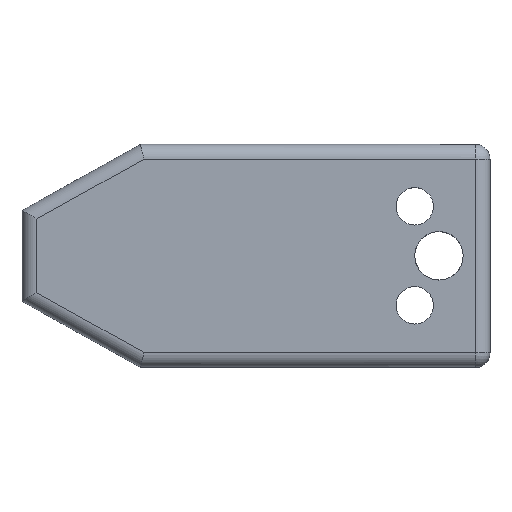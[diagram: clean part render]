
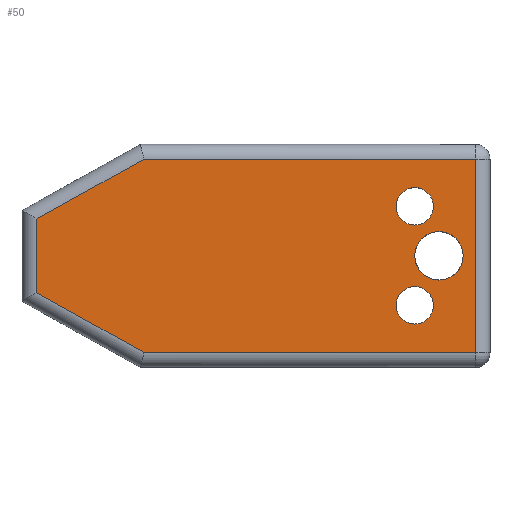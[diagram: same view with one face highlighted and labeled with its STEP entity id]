
A CAD part, top view. The second image highlights one B-rep face of the part: STEP entity #50.
In plain terms, the highlighted planar face has unit normal (0, 0, 1).
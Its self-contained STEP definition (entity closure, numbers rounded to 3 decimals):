
#25 = VECTOR ( 'NONE', #56, 1000. ) ;
#50 = ADVANCED_FACE ( 'NONE', ( #2151, #433, #3893, #4167 ), #2172, .F. ) ;
#56 = DIRECTION ( 'NONE',  ( 1., 0., 0. ) ) ;
#235 = EDGE_CURVE ( 'NONE', #4153, #4146, #3242, .T. ) ;
#248 = CIRCLE ( 'NONE', #2152, 2.55 ) ;
#250 = ORIENTED_EDGE ( 'NONE', *, *, #4183, .T. ) ;
#433 = FACE_BOUND ( 'NONE', #1683, .T. ) ;
#458 = EDGE_CURVE ( 'NONE', #3743, #3011, #3777, .T. ) ;
#461 = CARTESIAN_POINT ( 'NONE',  ( 40.69, 28.4, 0. ) ) ;
#463 = VERTEX_POINT ( 'NONE', #461 ) ;
#482 = ORIENTED_EDGE ( 'NONE', *, *, #2611, .T. ) ;
#484 = VECTOR ( 'NONE', #3654, 1000. ) ;
#514 = ORIENTED_EDGE ( 'NONE', *, *, #665, .T. ) ;
#517 = CARTESIAN_POINT ( 'NONE',  ( -4.48, 2., 0. ) ) ;
#594 = DIRECTION ( 'NONE',  ( -1., 0., 0. ) ) ;
#665 = EDGE_CURVE ( 'NONE', #2477, #2317, #3503, .T. ) ;
#678 = CARTESIAN_POINT ( 'NONE',  ( 29.88, 8.45, 0. ) ) ;
#686 = EDGE_CURVE ( 'NONE', #4146, #4153, #4367, .T. ) ;
#724 = CARTESIAN_POINT ( 'NONE',  ( 32.43, 21.95, 0. ) ) ;
#728 = DIRECTION ( 'NONE',  ( -1., 0., 0. ) ) ;
#756 = DIRECTION ( 'NONE',  ( 0., 0., -1. ) ) ;
#837 = CARTESIAN_POINT ( 'NONE',  ( -13.138, 6.825, 0. ) ) ;
#860 = LINE ( 'NONE', #837, #484 ) ;
#940 = VECTOR ( 'NONE', #2599, 1000. ) ;
#954 = DIRECTION ( 'NONE',  ( 0., 0., -1. ) ) ;
#969 = LINE ( 'NONE', #3744, #2711 ) ;
#976 = CARTESIAN_POINT ( 'NONE',  ( -19.15, 20.225, 0. ) ) ;
#985 = EDGE_LOOP ( 'NONE', ( #3440, #1264 ) ) ;
#1058 = LINE ( 'NONE', #3861, #25 ) ;
#1114 = DIRECTION ( 'NONE',  ( -1., 0., 0. ) ) ;
#1149 = ORIENTED_EDGE ( 'NONE', *, *, #686, .T. ) ;
#1167 = CARTESIAN_POINT ( 'NONE',  ( 32.43, 21.95, 0. ) ) ;
#1184 = DIRECTION ( 'NONE',  ( -1., 0., 0. ) ) ;
#1185 = DIRECTION ( 'NONE',  ( -1., 0., 0. ) ) ;
#1256 = DIRECTION ( 'NONE',  ( 0., 0., -1. ) ) ;
#1264 = ORIENTED_EDGE ( 'NONE', *, *, #1735, .T. ) ;
#1294 = EDGE_CURVE ( 'NONE', #1431, #3118, #1058, .T. ) ;
#1360 = CARTESIAN_POINT ( 'NONE',  ( 35.73, 15.2, 0. ) ) ;
#1378 = DIRECTION ( 'NONE',  ( 0., 0., -1. ) ) ;
#1415 = CARTESIAN_POINT ( 'NONE',  ( 34.98, 21.95, 0. ) ) ;
#1429 = EDGE_CURVE ( 'NONE', #2317, #1431, #860, .T. ) ;
#1431 = VERTEX_POINT ( 'NONE', #517 ) ;
#1600 = LINE ( 'NONE', #2251, #940 ) ;
#1683 = EDGE_LOOP ( 'NONE', ( #4303, #482 ) ) ;
#1735 = EDGE_CURVE ( 'NONE', #3080, #3240, #248, .T. ) ;
#1825 = VECTOR ( 'NONE', #1185, 1000. ) ;
#1905 = CARTESIAN_POINT ( 'NONE',  ( -19.15, 10.175, 0. ) ) ;
#1944 = AXIS2_PLACEMENT_3D ( 'NONE', #3799, #1378, #728 ) ;
#1968 = ORIENTED_EDGE ( 'NONE', *, *, #1429, .T. ) ;
#1971 = ORIENTED_EDGE ( 'NONE', *, *, #235, .T. ) ;
#1990 = AXIS2_PLACEMENT_3D ( 'NONE', #1360, #3983, #1184 ) ;
#2021 = DIRECTION ( 'NONE',  ( -1., 0., 0. ) ) ;
#2151 = FACE_OUTER_BOUND ( 'NONE', #3239, .T. ) ;
#2152 = AXIS2_PLACEMENT_3D ( 'NONE', #724, #4018, #4291 ) ;
#2172 = PLANE ( 'NONE',  #2358 ) ;
#2251 = CARTESIAN_POINT ( 'NONE',  ( 40.69, 30.4, 0. ) ) ;
#2264 = AXIS2_PLACEMENT_3D ( 'NONE', #4527, #2787, #3091 ) ;
#2309 = EDGE_CURVE ( 'NONE', #3118, #463, #1600, .T. ) ;
#2311 = CARTESIAN_POINT ( 'NONE',  ( 32.43, 8.45, 0. ) ) ;
#2317 = VERTEX_POINT ( 'NONE', #1905 ) ;
#2358 = AXIS2_PLACEMENT_3D ( 'NONE', #3164, #756, #1114 ) ;
#2460 = CARTESIAN_POINT ( 'NONE',  ( 34.98, 8.45, 0. ) ) ;
#2468 = DIRECTION ( 'NONE',  ( 0., -1., 0. ) ) ;
#2477 = VERTEX_POINT ( 'NONE', #976 ) ;
#2565 = LINE ( 'NONE', #3917, #1825 ) ;
#2599 = DIRECTION ( 'NONE',  ( 0., 1., 0. ) ) ;
#2611 = EDGE_CURVE ( 'NONE', #3011, #3743, #4096, .T. ) ;
#2711 = VECTOR ( 'NONE', #3062, 1000. ) ;
#2787 = DIRECTION ( 'NONE',  ( 0., 0., -1. ) ) ;
#2873 = ORIENTED_EDGE ( 'NONE', *, *, #4289, .T. ) ;
#2902 = AXIS2_PLACEMENT_3D ( 'NONE', #2311, #954, #594 ) ;
#2908 = CARTESIAN_POINT ( 'NONE',  ( 29.88, 21.95, 0. ) ) ;
#2958 = CARTESIAN_POINT ( 'NONE',  ( -4.48, 28.4, 0. ) ) ;
#3011 = VERTEX_POINT ( 'NONE', #2460 ) ;
#3062 = DIRECTION ( 'NONE',  ( -0.874, -0.487, 0. ) ) ;
#3077 = EDGE_LOOP ( 'NONE', ( #1149, #1971 ) ) ;
#3080 = VERTEX_POINT ( 'NONE', #1415 ) ;
#3091 = DIRECTION ( 'NONE',  ( -1., 0., 0. ) ) ;
#3118 = VERTEX_POINT ( 'NONE', #3264 ) ;
#3157 = AXIS2_PLACEMENT_3D ( 'NONE', #1167, #1256, #2021 ) ;
#3164 = CARTESIAN_POINT ( 'NONE',  ( 0., 30.4, 0. ) ) ;
#3239 = EDGE_LOOP ( 'NONE', ( #514, #1968, #3831, #4130, #250, #2873 ) ) ;
#3240 = VERTEX_POINT ( 'NONE', #2908 ) ;
#3242 = CIRCLE ( 'NONE', #1990, 3.3 ) ;
#3256 = CARTESIAN_POINT ( 'NONE',  ( 32.43, 15.2, 0. ) ) ;
#3264 = CARTESIAN_POINT ( 'NONE',  ( 40.69, 2., 0. ) ) ;
#3302 = CIRCLE ( 'NONE', #3157, 2.55 ) ;
#3440 = ORIENTED_EDGE ( 'NONE', *, *, #3906, .T. ) ;
#3503 = LINE ( 'NONE', #4490, #3713 ) ;
#3525 = VERTEX_POINT ( 'NONE', #2958 ) ;
#3654 = DIRECTION ( 'NONE',  ( 0.874, -0.487, 0. ) ) ;
#3713 = VECTOR ( 'NONE', #2468, 1000. ) ;
#3743 = VERTEX_POINT ( 'NONE', #678 ) ;
#3744 = CARTESIAN_POINT ( 'NONE',  ( -0.211, 30.779, 0. ) ) ;
#3777 = CIRCLE ( 'NONE', #2902, 2.55 ) ;
#3799 = CARTESIAN_POINT ( 'NONE',  ( 35.73, 15.2, 0. ) ) ;
#3831 = ORIENTED_EDGE ( 'NONE', *, *, #1294, .T. ) ;
#3861 = CARTESIAN_POINT ( 'NONE',  ( 0., 2., 0. ) ) ;
#3893 = FACE_BOUND ( 'NONE', #985, .T. ) ;
#3906 = EDGE_CURVE ( 'NONE', #3240, #3080, #3302, .T. ) ;
#3917 = CARTESIAN_POINT ( 'NONE',  ( -5., 28.4, 0. ) ) ;
#3983 = DIRECTION ( 'NONE',  ( 0., 0., -1. ) ) ;
#4006 = CARTESIAN_POINT ( 'NONE',  ( 39.03, 15.2, 0. ) ) ;
#4018 = DIRECTION ( 'NONE',  ( 0., 0., -1. ) ) ;
#4096 = CIRCLE ( 'NONE', #2264, 2.55 ) ;
#4130 = ORIENTED_EDGE ( 'NONE', *, *, #2309, .T. ) ;
#4146 = VERTEX_POINT ( 'NONE', #3256 ) ;
#4153 = VERTEX_POINT ( 'NONE', #4006 ) ;
#4167 = FACE_BOUND ( 'NONE', #3077, .T. ) ;
#4183 = EDGE_CURVE ( 'NONE', #463, #3525, #2565, .T. ) ;
#4289 = EDGE_CURVE ( 'NONE', #3525, #2477, #969, .T. ) ;
#4291 = DIRECTION ( 'NONE',  ( -1., 0., 0. ) ) ;
#4303 = ORIENTED_EDGE ( 'NONE', *, *, #458, .T. ) ;
#4367 = CIRCLE ( 'NONE', #1944, 3.3 ) ;
#4490 = CARTESIAN_POINT ( 'NONE',  ( -19.15, 9., 0. ) ) ;
#4527 = CARTESIAN_POINT ( 'NONE',  ( 32.43, 8.45, 0. ) ) ;
